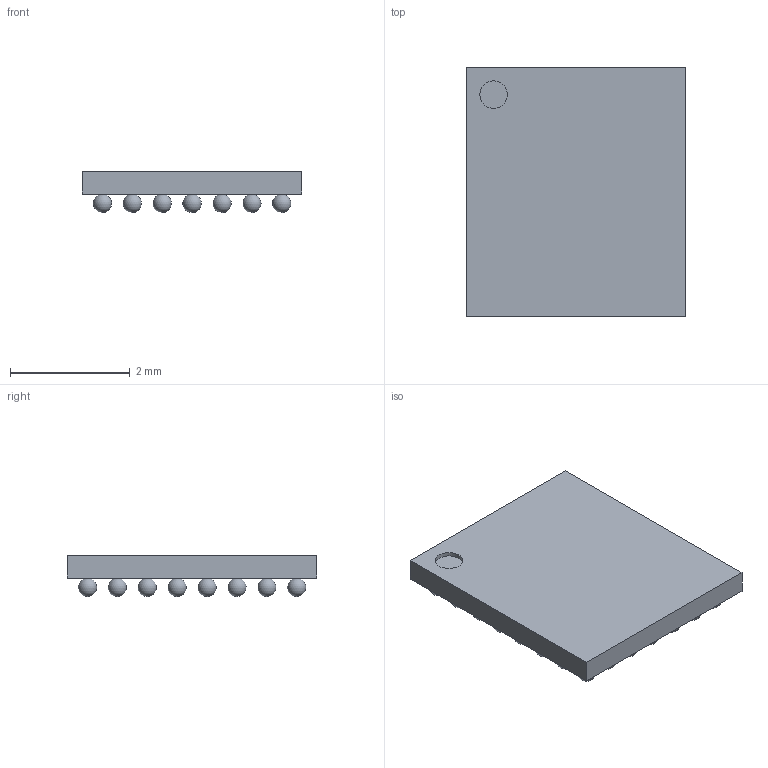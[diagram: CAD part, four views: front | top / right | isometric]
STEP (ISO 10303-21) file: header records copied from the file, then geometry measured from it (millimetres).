
FILE_DESCRIPTION(('FreeCAD Model'),'2;1');
FILE_NAME('1083276.3.1.stp','2020-12-31T12:17:12',( 'Author'),(''),'Open CASCADE STEP processor 6.9','FreeCAD','Unknown' );
FILE_SCHEMA(('AUTOMOTIVE_DESIGN { 1 0 10303 214 1 1 1 1 }'));
Length unit declared in the file: millimetre
Products named in the file (3): ASSEMBLY; Array; Body
Assembly tree (2 placements, depth 2):
  ASSEMBLY
    Array
    Body
Bounding box: 3.68 x 4.18 x 0.69 mm (x, y, z)
Volume: 6.7 mm3; surface area: 53.7 mm2
Topology: 57 solids, 57 shells, 64 faces, 183 edges, 122 vertices
Faces by surface type: sphere 56, plane 7, cylinder 1
Full cylindrical faces by diameter (mm): 0.46 x1
Entity records: 1631 total; most frequent: DIRECTION 181, CARTESIAN_POINT 178, AXIS2_PLACEMENT_3D 69, VERTEX_POINT 66, FACE_BOUND 65, ADVANCED_FACE 64, MANIFOLD_SOLID_BREP 57, CLOSED_SHELL 57
